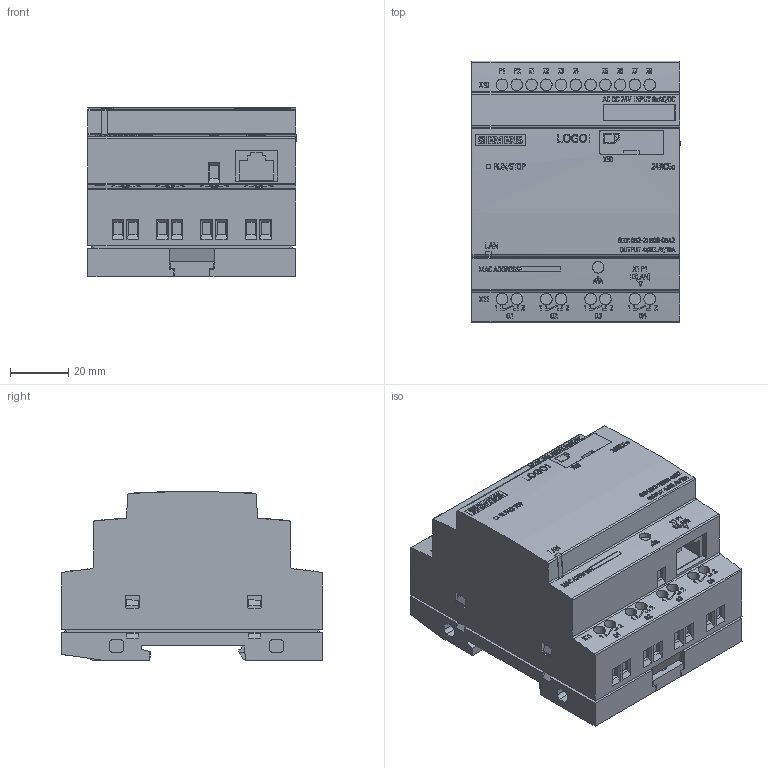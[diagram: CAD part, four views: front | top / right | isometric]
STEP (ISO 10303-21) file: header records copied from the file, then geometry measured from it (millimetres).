
FILE_DESCRIPTION(/* description */ (''),/* implementation_level */ '2;1');
FILE_NAME(/* name */ '6ED1052-2HB08-0BA2_3d.stp',/* time_stamp */ '2024-01-15T21:30:24+08:00',/* author */ (''),/* organization */ (''),/* preprocessor_version */ 'ST-DEVELOPER v18.102',/* originating_system */ 'SIEMENS PLM Software NX 2023',/* authorisation */ '');
FILE_SCHEMA (('AUTOMOTIVE_DESIGN { 1 0 10303 214 3 1 1 1 }'));
Products named in the file (4): A5E35212843A_RS-AA_003_2-Cover_connector; A5E53550114A_RS-AA_001_2-Labeling; A5E35130275A_RS-AA_004_2-Housing; A5E53514902A_RS-AA_001_2-CAx_6ED10522HB080BA2
Assembly tree (3 placements, depth 2):
  A5E53514902A_RS-AA_001_2-CAx_6ED10522HB080BA2
    A5E35130275A_RS-AA_004_2-Housing
    A5E53550114A_RS-AA_001_2-Labeling
    A5E35212843A_RS-AA_003_2-Cover_connector
Bounding box: 71.6 x 90 x 58.14 mm (x, y, z)
Volume: 294316.4 mm3; surface area: 37825.3 mm2
Topology: 162 solids, 162 shells, 2508 faces, 6215 edges, 4113 vertices
Faces by surface type: plane 1705, cylinder 404, extrusion 399
Full cylindrical faces by diameter (mm): 4.3 x2, 5.1 x1
Entity records: 115901 total; most frequent: CARTESIAN_POINT 37827, ORIENTED_EDGE 12418, DIRECTION 11431, EDGE_CURVE 6209, VERTEX_POINT 4110, VECTOR 4041, AXIS2_PLACEMENT_3D 3695, LINE 3642
